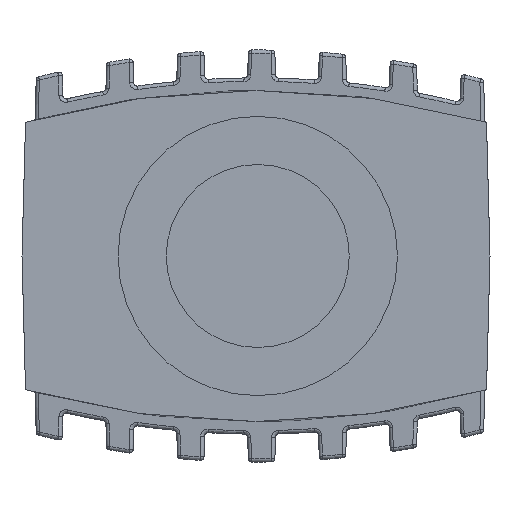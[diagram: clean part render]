
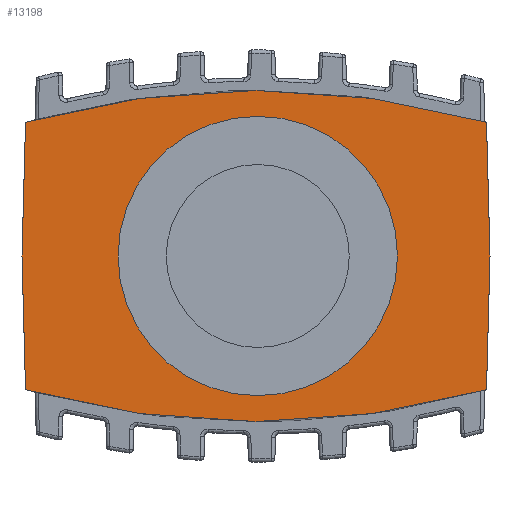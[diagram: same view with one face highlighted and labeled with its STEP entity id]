
A CAD part, front view. The second image highlights one B-rep face of the part: STEP entity #13198.
In plain terms, the highlighted planar face has unit normal (0, -1, 0).
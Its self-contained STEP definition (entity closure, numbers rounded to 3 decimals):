
#9133=CARTESIAN_POINT('',(32.748,0.,-19.153));
#9134=VERTEX_POINT('',#9133);
#9141=CARTESIAN_POINT('',(-33.248,0.,-19.153));
#9142=VERTEX_POINT('',#9141);
#9143=CARTESIAN_POINT('',(-0.25,0.,98.3));
#9144=DIRECTION('',(0.0,-1.0,0.0));
#9145=DIRECTION('',(-0.27,0.0,-0.963));
#9146=AXIS2_PLACEMENT_3D('',#9143,#9144,#9145);
#9147=CIRCLE('',#9146,122.);
#9148=EDGE_CURVE('',#9142,#9134,#9147,.T.);
#9175=CARTESIAN_POINT('',(18.038,0.,1.5));
#9176=VERTEX_POINT('',#9175);
#9183=CARTESIAN_POINT('',(18.038,0.,-1.5));
#9184=VERTEX_POINT('',#9183);
#9185=CARTESIAN_POINT('',(0.,0.,0.));
#9186=DIRECTION('',(0.0,1.0,0.0));
#9187=DIRECTION('',(0.997,0.0,0.083));
#9188=AXIS2_PLACEMENT_3D('',#9185,#9186,#9187);
#9189=CIRCLE('',#9188,18.1);
#9190=EDGE_CURVE('',#9184,#9176,#9189,.T.);
#13038=CARTESIAN_POINT('',(16.52,0.,-1.5));
#13039=VERTEX_POINT('',#13038);
#13046=CARTESIAN_POINT('',(16.52,0.,1.5));
#13047=VERTEX_POINT('',#13046);
#13048=CARTESIAN_POINT('',(16.52,0.,1.5));
#13049=DIRECTION('',(0.0,0.0,-1.0));
#13050=VECTOR('',#13049,3.);
#13051=LINE('',#13048,#13050);
#13052=EDGE_CURVE('',#13047,#13039,#13051,.T.);
#13129=CARTESIAN_POINT('',(18.038,0.,1.5));
#13130=DIRECTION('',(-1.0,0.0,0.0));
#13131=VECTOR('',#13130,1.517);
#13132=LINE('',#13129,#13131);
#13133=EDGE_CURVE('',#9176,#13047,#13132,.T.);
#13140=CARTESIAN_POINT('',(-0.25,0.,-4.512));
#13141=DIRECTION('',(0.0,-1.0,0.0));
#13142=DIRECTION('',(0.0,0.0,-1.0));
#13143=AXIS2_PLACEMENT_3D('',#13140,#13141,#13142);
#13144=PLANE('',#13143);
#13145=ORIENTED_EDGE('',*,*,#9148,.T.);
#13146=CARTESIAN_POINT('',(33.25,0.,0.));
#13147=VERTEX_POINT('',#13146);
#13148=CARTESIAN_POINT('',(32.748,0.,-19.153));
#13149=DIRECTION('',(0.026,0.,1.));
#13150=VECTOR('',#13149,19.159);
#13151=LINE('',#13148,#13150);
#13152=EDGE_CURVE('',#9134,#13147,#13151,.T.);
#13153=ORIENTED_EDGE('',*,*,#13152,.T.);
#13154=CARTESIAN_POINT('',(32.748,0.,19.153));
#13155=VERTEX_POINT('',#13154);
#13156=CARTESIAN_POINT('',(33.25,0.,0.));
#13157=DIRECTION('',(-0.026,0.,1.));
#13158=VECTOR('',#13157,19.159);
#13159=LINE('',#13156,#13158);
#13160=EDGE_CURVE('',#13147,#13155,#13159,.T.);
#13161=ORIENTED_EDGE('',*,*,#13160,.T.);
#13162=CARTESIAN_POINT('',(-33.248,0.,19.153));
#13163=VERTEX_POINT('',#13162);
#13164=CARTESIAN_POINT('',(-0.25,0.,-98.3));
#13165=DIRECTION('',(0.0,-1.0,0.0));
#13166=DIRECTION('',(0.27,0.0,0.963));
#13167=AXIS2_PLACEMENT_3D('',#13164,#13165,#13166);
#13168=CIRCLE('',#13167,122.);
#13169=EDGE_CURVE('',#13155,#13163,#13168,.T.);
#13170=ORIENTED_EDGE('',*,*,#13169,.T.);
#13171=CARTESIAN_POINT('',(-33.75,0.,0.));
#13172=VERTEX_POINT('',#13171);
#13173=CARTESIAN_POINT('',(-33.248,0.,19.153));
#13174=DIRECTION('',(-0.026,0.,-1.));
#13175=VECTOR('',#13174,19.159);
#13176=LINE('',#13173,#13175);
#13177=EDGE_CURVE('',#13163,#13172,#13176,.T.);
#13178=ORIENTED_EDGE('',*,*,#13177,.T.);
#13179=CARTESIAN_POINT('',(-33.75,0.,0.));
#13180=DIRECTION('',(0.026,0.,-1.));
#13181=VECTOR('',#13180,19.159);
#13182=LINE('',#13179,#13181);
#13183=EDGE_CURVE('',#13172,#9142,#13182,.T.);
#13184=ORIENTED_EDGE('',*,*,#13183,.T.);
#13185=EDGE_LOOP('',(#13145,#13153,#13161,#13170,#13178,#13184));
#13186=FACE_OUTER_BOUND('',#13185,.T.);
#13187=ORIENTED_EDGE('',*,*,#13052,.T.);
#13188=CARTESIAN_POINT('',(16.52,0.,-1.5));
#13189=DIRECTION('',(1.0,0.0,0.0));
#13190=VECTOR('',#13189,1.517);
#13191=LINE('',#13188,#13190);
#13192=EDGE_CURVE('',#13039,#9184,#13191,.T.);
#13193=ORIENTED_EDGE('',*,*,#13192,.T.);
#13194=ORIENTED_EDGE('',*,*,#9190,.T.);
#13195=ORIENTED_EDGE('',*,*,#13133,.T.);
#13196=EDGE_LOOP('',(#13187,#13193,#13194,#13195));
#13197=FACE_BOUND('',#13196,.T.);
#13198=ADVANCED_FACE('',(#13186,#13197),#13144,.T.);
